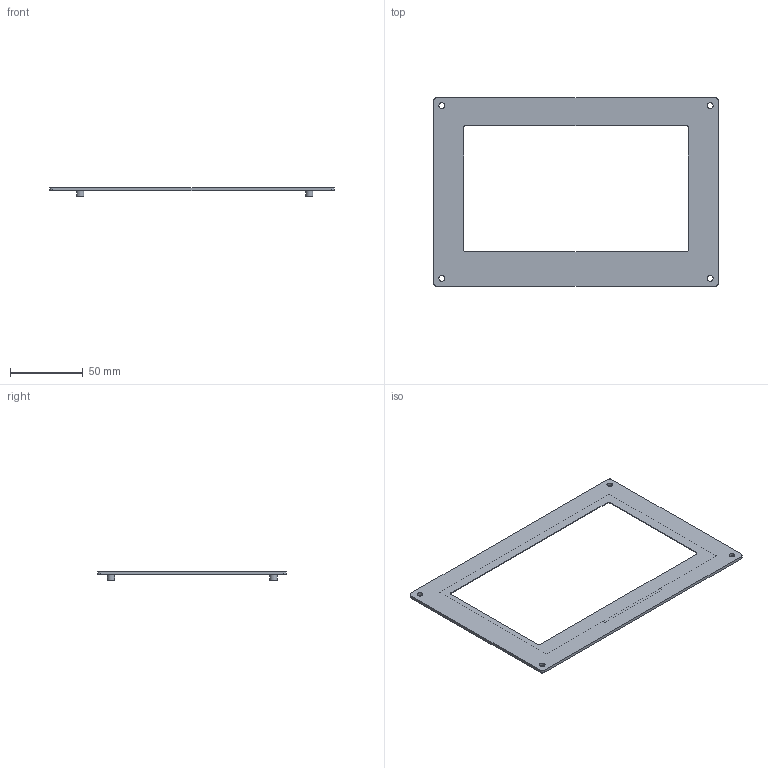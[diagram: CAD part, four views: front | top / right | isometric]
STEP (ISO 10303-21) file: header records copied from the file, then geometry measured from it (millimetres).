
FILE_DESCRIPTION(('Open CASCADE Model'),'2;1');
FILE_NAME('Open CASCADE Shape Model','2019-01-06T19:49:22',('Author'),( 'Open CASCADE'),'Open CASCADE STEP processor 7.2','Open CASCADE 7.2' ,'Unknown');
FILE_SCHEMA(('AUTOMOTIVE_DESIGN { 1 0 10303 214 1 1 1 1 }'));
Length unit declared in the file: millimetre
Products named in the file (6): Open CASCADE STEP translator 7.2 3; Open CASCADE STEP translator 7.2 3.1; Open CASCADE STEP translator 7.2 3.2; Open CASCADE STEP translator 7.2 3.3; Open CASCADE STEP translator 7.2 3.4; Open CASCADE STEP translator 7.2 3.5
Assembly tree (5 placements, depth 2):
  Open CASCADE STEP translator 7.2 3
    Open CASCADE STEP translator 7.2 3.1
    Open CASCADE STEP translator 7.2 3.2
    Open CASCADE STEP translator 7.2 3.3
    Open CASCADE STEP translator 7.2 3.4
    Open CASCADE STEP translator 7.2 3.5
Bounding box: 196 x 130 x 6 mm (x, y, z)
Volume: 18223.5 mm3; surface area: 27230.9 mm2
Topology: 5 solids, 5 shells, 86 faces, 185 edges, 122 vertices
Faces by surface type: cylinder 44, plane 42
Full cylindrical faces by diameter (mm): 2.7 x4, 5 x4, 7 x4
Entity records: 5060 total; most frequent: CARTESIAN_POINT 1133, DIRECTION 765, ORIENTED_EDGE 370, PCURVE 370, DEFINITIONAL_REPRESENTATION 370, LINE 369, VECTOR 369, EDGE_CURVE 185
